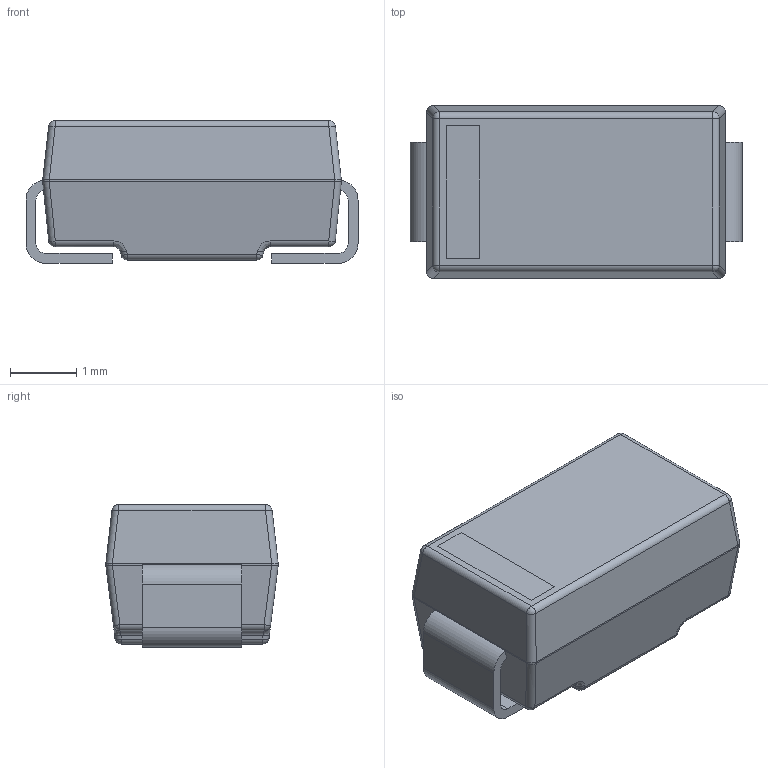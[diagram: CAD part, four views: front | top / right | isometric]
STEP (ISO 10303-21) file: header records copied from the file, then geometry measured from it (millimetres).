
FILE_DESCRIPTION(('FreeCAD Model'),'2;1');
FILE_NAME('Open CASCADE Shape Model','2021-06-24T22:30:16',( 'kicad StepUp'),('ksu MCAD'),'Open CASCADE STEP processor 7.5', 'FreeCAD','Unknown');
FILE_SCHEMA(('AUTOMOTIVE_DESIGN { 1 0 10303 214 1 1 1 1 }'));
Length unit declared in the file: millimetre
Products named in the file (1): SJP_cp
Bounding box: 5 x 2.6 x 2.15 mm (x, y, z)
Volume: 22.8 mm3; surface area: 63 mm2
Topology: 3 solids, 3 shells, 91 faces, 212 edges, 120 vertices
Faces by surface type: cylinder 40, plane 31, sphere 12, bspline 8
Entity records: 6404 total; most frequent: CARTESIAN_POINT 1916, DIRECTION 656, ORIENTED_EDGE 392, PCURVE 392, DEFINITIONAL_REPRESENTATION 392, LINE 376, VECTOR 376, EDGE_CURVE 196
